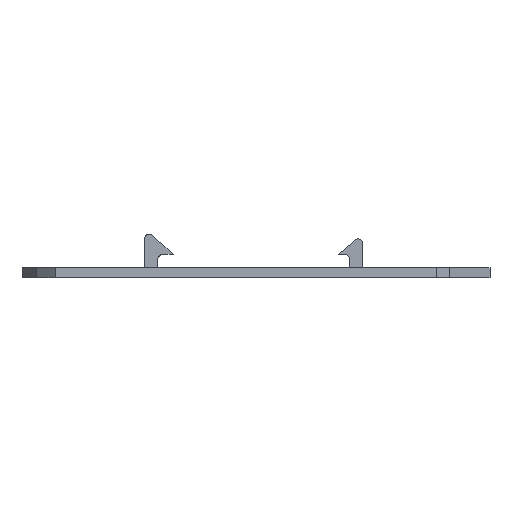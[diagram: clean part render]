
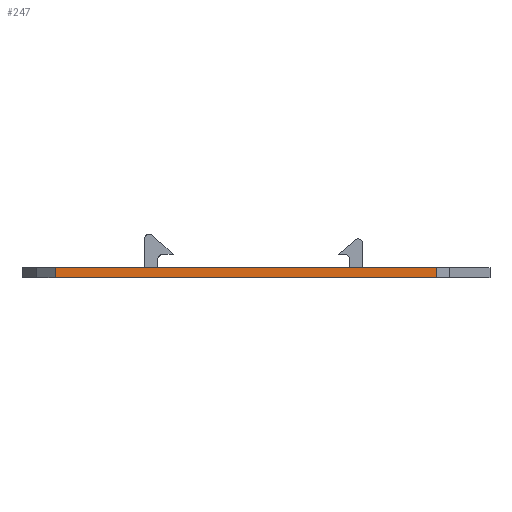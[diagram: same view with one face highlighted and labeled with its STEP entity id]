
A CAD part, front view. The second image highlights one B-rep face of the part: STEP entity #247.
In plain terms, the highlighted planar face has unit normal (0, -1, 0).
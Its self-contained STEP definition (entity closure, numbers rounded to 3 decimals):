
#247=ADVANCED_FACE('',(#409),#345,.T.);
#345=PLANE('',#2122);
#409=FACE_OUTER_BOUND('',#529,.T.);
#529=EDGE_LOOP('',(#819,#820,#821,#822));
#819=ORIENTED_EDGE('',*,*,#1536,.F.);
#820=ORIENTED_EDGE('',*,*,#1543,.T.);
#821=ORIENTED_EDGE('',*,*,#1436,.T.);
#822=ORIENTED_EDGE('',*,*,#1544,.F.);
#1243=VERTEX_POINT('',#2904);
#1244=VERTEX_POINT('',#2906);
#1336=VERTEX_POINT('',#3098);
#1337=VERTEX_POINT('',#3100);
#1436=EDGE_CURVE('',#1244,#1243,#1697,.T.);
#1536=EDGE_CURVE('',#1336,#1337,#1754,.T.);
#1543=EDGE_CURVE('',#1336,#1244,#1761,.T.);
#1544=EDGE_CURVE('',#1337,#1243,#1762,.T.);
#1697=LINE('',#2905,#1907);
#1754=LINE('',#3099,#1964);
#1761=LINE('',#3113,#1971);
#1762=LINE('',#3114,#1972);
#1907=VECTOR('',#2320,1.);
#1964=VECTOR('',#2465,1.);
#1971=VECTOR('',#2474,1.);
#1972=VECTOR('',#2475,1.);
#2122=AXIS2_PLACEMENT_3D('',#3115,#2476,#2477);
#2320=DIRECTION('',(-1.,0.,0.));
#2465=DIRECTION('',(-1.,0.,0.));
#2474=DIRECTION('',(0.,0.,1.));
#2475=DIRECTION('',(0.,0.,1.));
#2476=DIRECTION('',(0.,-1.,0.));
#2477=DIRECTION('',(0.,0.,-1.));
#2904=CARTESIAN_POINT('',(-30.012,-40.,1.5));
#2905=CARTESIAN_POINT('',(35.,-40.,1.5));
#2906=CARTESIAN_POINT('',(27.048,-40.,1.5));
#3098=CARTESIAN_POINT('',(27.048,-40.,0.));
#3099=CARTESIAN_POINT('',(35.,-40.,0.));
#3100=CARTESIAN_POINT('',(-30.012,-40.,0.));
#3113=CARTESIAN_POINT('',(27.048,-40.,0.));
#3114=CARTESIAN_POINT('',(-30.012,-40.,0.));
#3115=CARTESIAN_POINT('',(35.,-40.,1.5));
